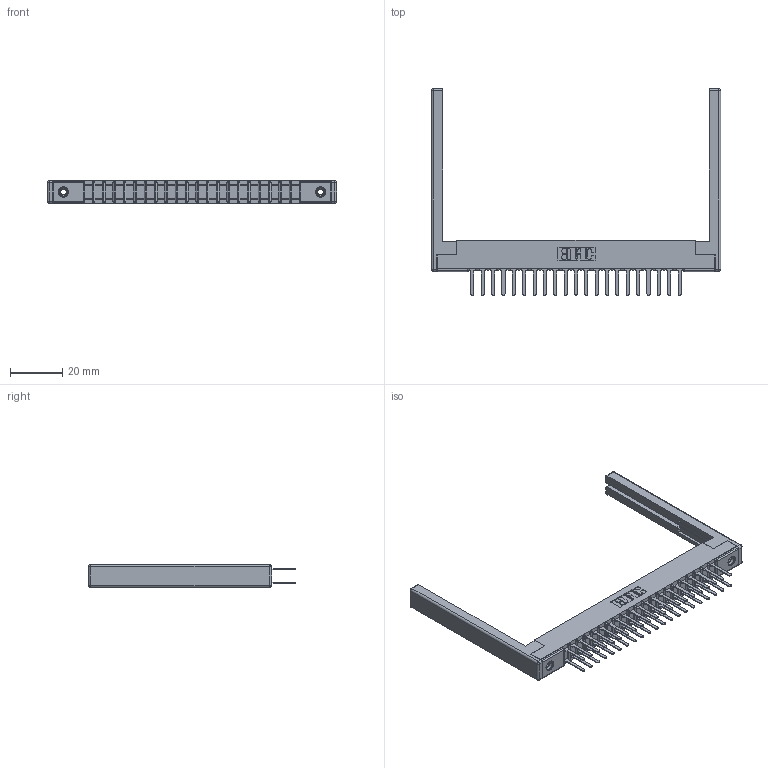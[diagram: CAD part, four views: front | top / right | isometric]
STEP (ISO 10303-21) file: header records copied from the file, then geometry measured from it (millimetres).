
FILE_DESCRIPTION (( 'STEP AP203' ), '1' );
FILE_NAME ('357-042-422-268.STEP', '2020-10-03T22:07:56', ( '' ), ( '' ), 'SwSTEP 2.0', 'SolidWorks 2020', '' );
FILE_SCHEMA (( 'CONFIG_CONTROL_DESIGN' ));
Length unit declared in the file: inch
Products named in the file (5): 345-250-001_345-250-001-102; 307 Part_.156 Dia Mounting Holes; 357-042-422-268; 307-220-068; 307-290-001_522
Assembly tree (47 placements, depth 2):
  357-042-422-268
    307 Part_.156 Dia Mounting Holes
    307-290-001_522  x42
    307-220-068  x2
    345-250-001_345-250-001-102  x2
Bounding box: 110.64 x 79.07 x 8.71 mm (x, y, z)
Volume: 11889.2 mm3; surface area: 17407.9 mm2
Topology: 47 solids, 47 shells, 2226 faces, 6173 edges, 3978 vertices
Faces by surface type: plane 1460, cylinder 698, sphere 52, cone 12, torus 4
Entity records: 23991 total; most frequent: CARTESIAN_POINT 3906, ORIENTED_EDGE 3860, DIRECTION 3850, EDGE_CURVE 1930, LINE 1470, VECTOR 1470, VERTEX_POINT 1246, AXIS2_PLACEMENT_3D 1190
